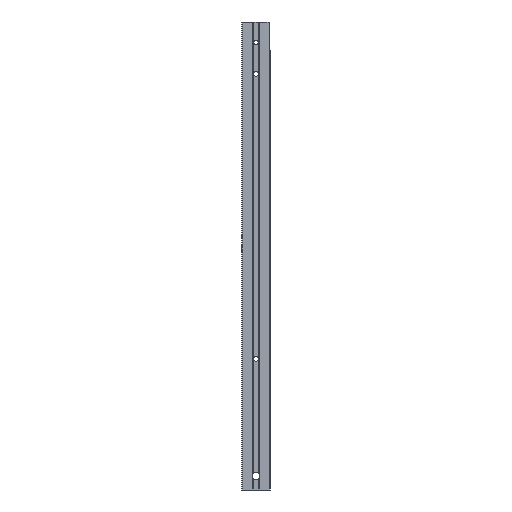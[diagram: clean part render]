
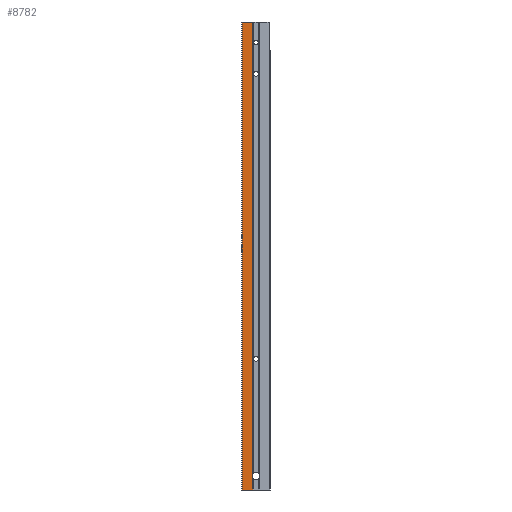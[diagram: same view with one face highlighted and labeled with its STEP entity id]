
A CAD part, front view. The second image highlights one B-rep face of the part: STEP entity #8782.
In plain terms, the highlighted planar face has unit normal (0, -1, 0).
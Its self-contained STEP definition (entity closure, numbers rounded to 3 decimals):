
#91 = DIRECTION ( 'NONE',  ( 0., 1., 0. ) ) ;
#222 = DIRECTION ( 'NONE',  ( 0., 0., 1. ) ) ;
#729 = VERTEX_POINT ( 'NONE', #7112 ) ;
#897 = EDGE_CURVE ( 'NONE', #11360, #7005, #10011, .T. ) ;
#1173 = CARTESIAN_POINT ( 'NONE',  ( -1.75, -7.5, 0. ) ) ;
#1281 = EDGE_CURVE ( 'NONE', #7005, #6620, #10419, .T. ) ;
#1384 = DIRECTION ( 'NONE',  ( 0., 0., -1. ) ) ;
#2200 = DIRECTION ( 'NONE',  ( 0., 1., 0. ) ) ;
#2206 = ORIENTED_EDGE ( 'NONE', *, *, #5245, .F. ) ;
#2469 = ORIENTED_EDGE ( 'NONE', *, *, #897, .T. ) ;
#3156 = ORIENTED_EDGE ( 'NONE', *, *, #1281, .T. ) ;
#3601 = FACE_OUTER_BOUND ( 'NONE', #13821, .T. ) ;
#3727 = LINE ( 'NONE', #7506, #7475 ) ;
#3748 = LINE ( 'NONE', #7679, #13759 ) ;
#3824 = CARTESIAN_POINT ( 'NONE',  ( -7.25, -7.5, 250. ) ) ;
#3995 = EDGE_CURVE ( 'NONE', #4973, #4970, #9929, .T. ) ;
#4044 = CARTESIAN_POINT ( 'NONE',  ( -7.25, -7.5, 250. ) ) ;
#4178 = CARTESIAN_POINT ( 'NONE',  ( -1.75, -7.5, 6.532 ) ) ;
#4373 = DIRECTION ( 'NONE',  ( 1., 0., 0. ) ) ;
#4626 = PLANE ( 'NONE',  #11815 ) ;
#4895 = DIRECTION ( 'NONE',  ( -1., 0., 0. ) ) ;
#4970 = VERTEX_POINT ( 'NONE', #9844 ) ;
#4973 = VERTEX_POINT ( 'NONE', #4178 ) ;
#5124 = LINE ( 'NONE', #7707, #8029 ) ;
#5245 = EDGE_CURVE ( 'NONE', #11360, #9994, #5124, .T. ) ;
#5631 = CARTESIAN_POINT ( 'NONE',  ( -7.5, -7.5, 0. ) ) ;
#5730 = DIRECTION ( 'NONE',  ( -1., 0., 0. ) ) ;
#5880 = CARTESIAN_POINT ( 'NONE',  ( 0., -7.5, 7.5 ) ) ;
#6093 = ORIENTED_EDGE ( 'NONE', *, *, #12738, .T. ) ;
#6620 = VERTEX_POINT ( 'NONE', #1173 ) ;
#7005 = VERTEX_POINT ( 'NONE', #9711 ) ;
#7112 = CARTESIAN_POINT ( 'NONE',  ( -1.75, -7.5, 8.468 ) ) ;
#7475 = VECTOR ( 'NONE', #8756, 1000. ) ;
#7506 = CARTESIAN_POINT ( 'NONE',  ( -1.75, -7.5, 250. ) ) ;
#7679 = CARTESIAN_POINT ( 'NONE',  ( -1.75, -7.5, 250. ) ) ;
#7707 = CARTESIAN_POINT ( 'NONE',  ( -7.5, -7.5, 250. ) ) ;
#8029 = VECTOR ( 'NONE', #8723, 1000. ) ;
#8396 = DIRECTION ( 'NONE',  ( -1., 0., 0. ) ) ;
#8477 = DIRECTION ( 'NONE',  ( 0., 1., 0. ) ) ;
#8723 = DIRECTION ( 'NONE',  ( 1., 0., 0. ) ) ;
#8729 = EDGE_CURVE ( 'NONE', #4970, #729, #10540, .T. ) ;
#8756 = DIRECTION ( 'NONE',  ( 0., 0., 1. ) ) ;
#8782 = ADVANCED_FACE ( 'NONE', ( #3601 ), #4626, .F. ) ;
#9711 = CARTESIAN_POINT ( 'NONE',  ( -7.25, -7.5, 0. ) ) ;
#9758 = CARTESIAN_POINT ( 'NONE',  ( 0., -7.5, 7.5 ) ) ;
#9844 = CARTESIAN_POINT ( 'NONE',  ( -2., -7.5, 7.5 ) ) ;
#9929 = CIRCLE ( 'NONE', #11693, 2. ) ;
#9994 = VERTEX_POINT ( 'NONE', #14946 ) ;
#10011 = LINE ( 'NONE', #4044, #14420 ) ;
#10419 = LINE ( 'NONE', #5631, #11884 ) ;
#10540 = CIRCLE ( 'NONE', #14626, 2. ) ;
#11360 = VERTEX_POINT ( 'NONE', #3824 ) ;
#11693 = AXIS2_PLACEMENT_3D ( 'NONE', #9758, #91, #4895 ) ;
#11815 = AXIS2_PLACEMENT_3D ( 'NONE', #13142, #8477, #8396 ) ;
#11884 = VECTOR ( 'NONE', #4373, 1000. ) ;
#12372 = EDGE_CURVE ( 'NONE', #729, #9994, #3748, .T. ) ;
#12738 = EDGE_CURVE ( 'NONE', #6620, #4973, #3727, .T. ) ;
#13142 = CARTESIAN_POINT ( 'NONE',  ( -7.5, -7.5, 250. ) ) ;
#13759 = VECTOR ( 'NONE', #222, 1000. ) ;
#13805 = ORIENTED_EDGE ( 'NONE', *, *, #3995, .T. ) ;
#13821 = EDGE_LOOP ( 'NONE', ( #6093, #13805, #15101, #13988, #2206, #2469, #3156 ) ) ;
#13988 = ORIENTED_EDGE ( 'NONE', *, *, #12372, .T. ) ;
#14420 = VECTOR ( 'NONE', #1384, 1000. ) ;
#14626 = AXIS2_PLACEMENT_3D ( 'NONE', #5880, #2200, #5730 ) ;
#14946 = CARTESIAN_POINT ( 'NONE',  ( -1.75, -7.5, 250. ) ) ;
#15101 = ORIENTED_EDGE ( 'NONE', *, *, #8729, .T. ) ;
